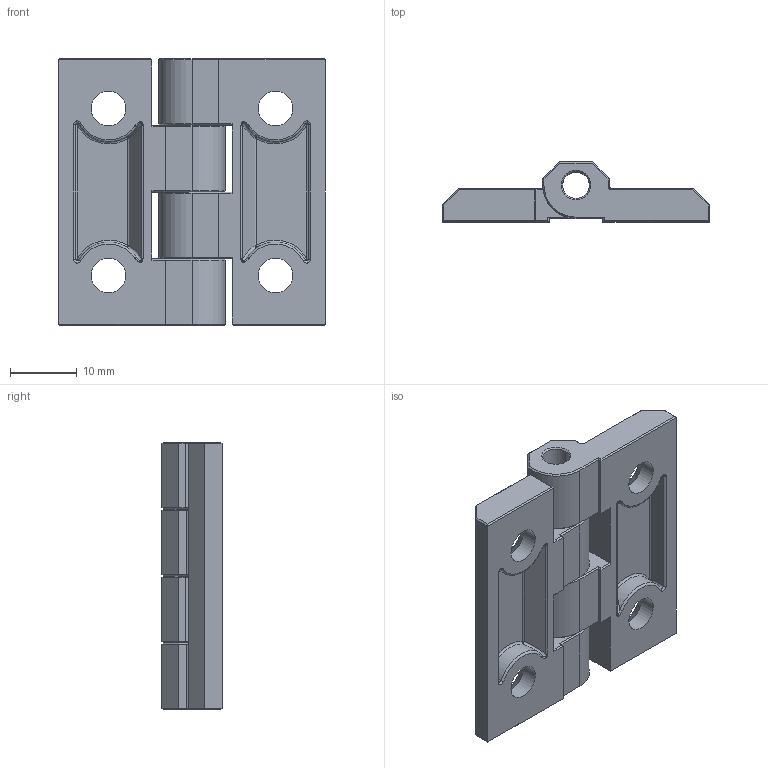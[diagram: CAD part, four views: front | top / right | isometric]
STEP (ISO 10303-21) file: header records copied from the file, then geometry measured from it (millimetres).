
FILE_DESCRIPTION (( 'STEP AP214' ), '1' );
FILE_NAME ('095005.STEP', '2014-08-14T12:24:11', ( '' ), ( '' ), 'SwSTEP 2.0', 'SolidWorks 2014', '' );
FILE_SCHEMA (( 'AUTOMOTIVE_DESIGN' ));
Length unit declared in the file: millimetre
Products named in the file (2): 095005; 095005r_095005s
Assembly tree (2 placements, depth 2):
  095005
    095005r_095005s  x2
Bounding box: 40 x 9 x 40 mm (x, y, z)
Volume: 6418.9 mm3; surface area: 5540.4 mm2
Topology: 2 solids, 2 shells, 250 faces, 596 edges, 340 vertices
Faces by surface type: plane 142, cone 40, cylinder 40, torus 12, sphere 8, bspline 8
Entity records: 3726 total; most frequent: CARTESIAN_POINT 780, DIRECTION 620, ORIENTED_EDGE 588, EDGE_CURVE 294, AXIS2_PLACEMENT_3D 208, VECTOR 204, LINE 204, VERTEX_POINT 170
